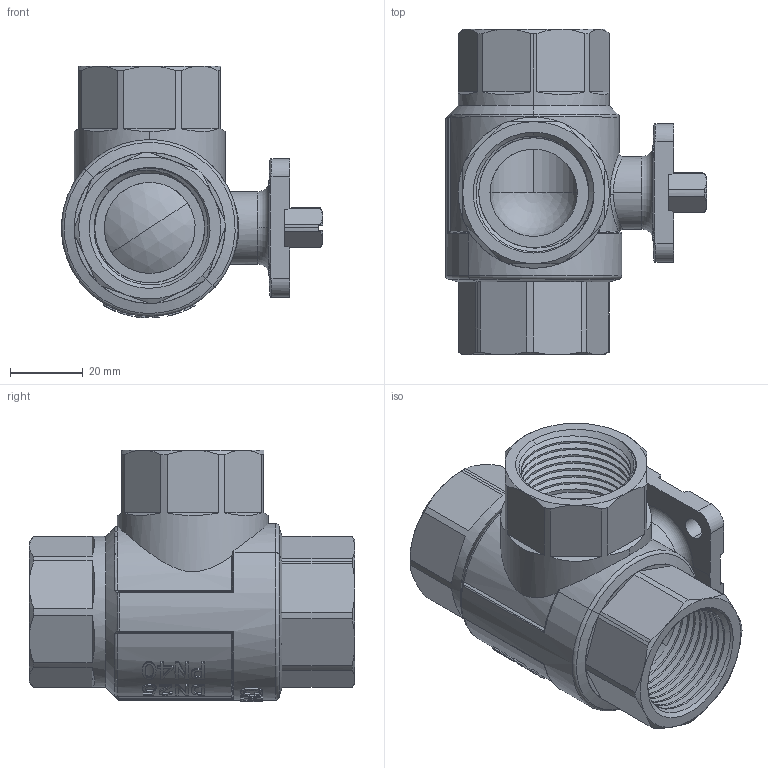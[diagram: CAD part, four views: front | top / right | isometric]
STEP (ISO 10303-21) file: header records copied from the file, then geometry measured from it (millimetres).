
FILE_DESCRIPTION (( 'STEP AP214' ), '1' );
FILE_NAME ('25脹霜講蚾饜极.STEP', '2023-11-13T09:17:59', ( '' ), ( '' ), 'SwSTEP 2.0', 'SolidWorks 2018', '' );
FILE_SCHEMA (( 'AUTOMOTIVE_DESIGN' ));
Length unit declared in the file: millimetre
Products named in the file (1): 25脹霜講蚾饜极
Bounding box: 71.73 x 89.5 x 69.25 mm (x, y, z)
Volume: 98032.9 mm3; surface area: 43828.7 mm2
Topology: 1 solids, 1 shells, 595 faces, 1586 edges, 1023 vertices
Faces by surface type: plane 208, cylinder 163, bspline 123, cone 69, torus 18, sphere 14
Entity records: 56024 total; most frequent: CARTESIAN_POINT 37854, ORIENTED_EDGE 3154, DIRECTION 2110, EDGE_CURVE 1577, VERTEX_POINT 1019, AXIS2_PLACEMENT_3D 804, EDGE_LOOP 644, B_SPLINE_CURVE_WITH_KNOTS 601
